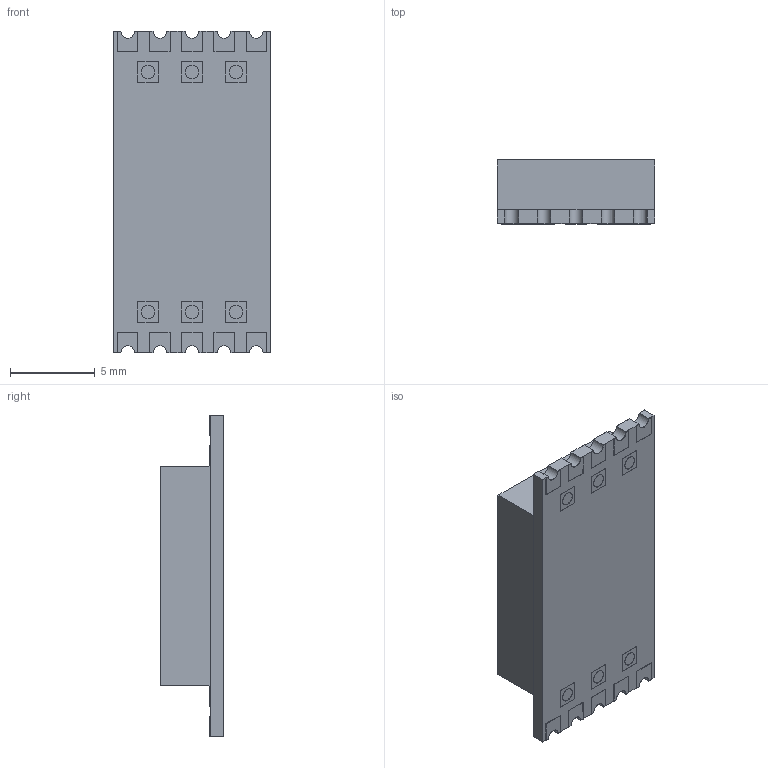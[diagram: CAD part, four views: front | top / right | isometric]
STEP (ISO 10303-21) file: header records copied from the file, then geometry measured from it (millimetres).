
FILE_DESCRIPTION (( 'STEP AP214' ), '1' );
FILE_NAME ('ACPSX04-41.STEP', '2008-08-29T22:47:55', ( '' ), ( '' ), 'SwSTEP 2.0', 'SolidWorks 2008', '' );
FILE_SCHEMA (( 'AUTOMOTIVE_DESIGN' ));
Length unit declared in the file: millimetre
Products named in the file (1): ACPSX04-41
Bounding box: 9.3 x 3.77 x 19 mm (x, y, z)
Volume: 494.3 mm3; surface area: 848.9 mm2
Topology: 28 solids, 28 shells, 378 faces, 921 edges, 614 vertices
Faces by surface type: plane 307, cylinder 71
Entity records: 14447 total; most frequent: CARTESIAN_POINT 1914, ORIENTED_EDGE 1842, DIRECTION 1821, EDGE_CURVE 921, LINE 779, VECTOR 779, VERTEX_POINT 614, AXIS2_PLACEMENT_3D 521
